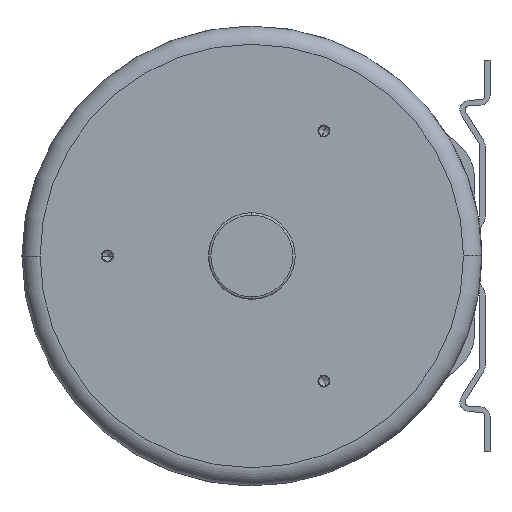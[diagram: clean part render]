
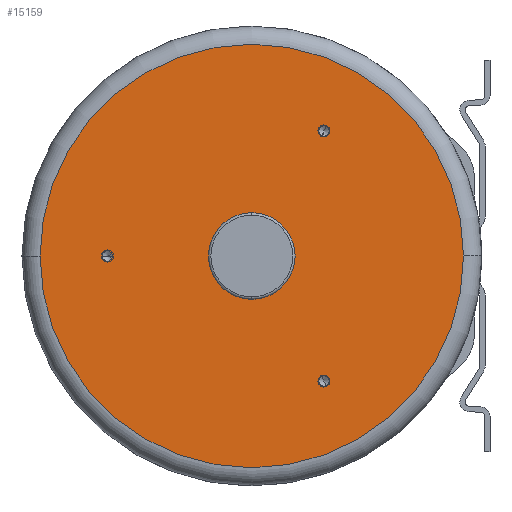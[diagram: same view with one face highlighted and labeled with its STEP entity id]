
A CAD part, left-side view. The second image highlights one B-rep face of the part: STEP entity #15159.
In plain terms, the highlighted planar face has unit normal (-1, 0, 0).
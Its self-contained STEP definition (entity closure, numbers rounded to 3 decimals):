
#315=CARTESIAN_POINT('',(-105.,0.,0.));
#316=DIRECTION('',(-1.,0.,0.));
#317=DIRECTION('',(0.,0.,1.));
#318=AXIS2_PLACEMENT_3D('',#315,#316,#317);
#320=CARTESIAN_POINT('',(-105.,0.,0.));
#321=DIRECTION('',(-1.,0.,0.));
#322=DIRECTION('',(0.,0.,-1.));
#323=AXIS2_PLACEMENT_3D('',#320,#321,#322);
#325=CARTESIAN_POINT('',(-105.,120.,0.));
#326=DIRECTION('',(-1.,0.,0.));
#327=DIRECTION('',(0.,1.,0.));
#328=AXIS2_PLACEMENT_3D('',#325,#326,#327);
#330=CARTESIAN_POINT('',(-105.,120.,0.));
#331=DIRECTION('',(-1.,0.,0.));
#332=DIRECTION('',(0.,-1.,0.));
#333=AXIS2_PLACEMENT_3D('',#330,#331,#332);
#335=CARTESIAN_POINT('',(-105.,-60.,103.923));
#336=DIRECTION('',(-1.,0.,0.));
#337=DIRECTION('',(0.,-0.5,0.866));
#338=AXIS2_PLACEMENT_3D('',#335,#336,#337);
#340=CARTESIAN_POINT('',(-105.,-60.,103.923));
#341=DIRECTION('',(-1.,0.,0.));
#342=DIRECTION('',(0.,0.5,-0.866));
#343=AXIS2_PLACEMENT_3D('',#340,#341,#342);
#345=CARTESIAN_POINT('',(-105.,-60.,-103.923));
#346=DIRECTION('',(-1.,0.,0.));
#347=DIRECTION('',(0.,-0.5,-0.866));
#348=AXIS2_PLACEMENT_3D('',#345,#346,#347);
#350=CARTESIAN_POINT('',(-105.,-60.,-103.923));
#351=DIRECTION('',(-1.,0.,0.));
#352=DIRECTION('',(0.,0.5,0.866));
#353=AXIS2_PLACEMENT_3D('',#350,#351,#352);
#355=CARTESIAN_POINT('',(-105.,0.,0.));
#356=DIRECTION('',(-1.,0.,0.));
#357=DIRECTION('',(0.,1.,0.));
#358=AXIS2_PLACEMENT_3D('',#355,#356,#357);
#360=CARTESIAN_POINT('',(-105.,0.,0.));
#361=DIRECTION('',(-1.,0.,0.));
#362=DIRECTION('',(0.,-1.,0.));
#363=AXIS2_PLACEMENT_3D('',#360,#361,#362);
#12905=CARTESIAN_POINT('',(-105.,124.25,0.));
#12906=CARTESIAN_POINT('',(-105.,115.75,0.));
#12907=VERTEX_POINT('',#12905);
#12908=VERTEX_POINT('',#12906);
#12915=CARTESIAN_POINT('',(-105.,-62.125,107.604));
#12916=CARTESIAN_POINT('',(-105.,-57.875,100.242));
#12917=VERTEX_POINT('',#12915);
#12918=VERTEX_POINT('',#12916);
#12925=CARTESIAN_POINT('',(-105.,-62.125,-107.604));
#12926=CARTESIAN_POINT('',(-105.,-57.875,-100.242));
#12927=VERTEX_POINT('',#12925);
#12928=VERTEX_POINT('',#12926);
#12939=CARTESIAN_POINT('',(-105.,0.,36.));
#12940=CARTESIAN_POINT('',(-105.,0.,-36.));
#12941=VERTEX_POINT('',#12939);
#12942=VERTEX_POINT('',#12940);
#13335=CARTESIAN_POINT('',(-105.,176.,0.));
#13336=CARTESIAN_POINT('',(-105.,-176.,0.));
#13337=VERTEX_POINT('',#13335);
#13338=VERTEX_POINT('',#13336);
#15124=CARTESIAN_POINT('',(-105.,0.,0.));
#15125=DIRECTION('',(1.,0.,0.));
#15126=DIRECTION('',(0.,-1.,0.));
#15127=AXIS2_PLACEMENT_3D('',#15124,#15125,#15126);
#15128=PLANE('',#15127);
#15130=ORIENTED_EDGE('',*,*,#15129,.F.);
#15132=ORIENTED_EDGE('',*,*,#15131,.F.);
#15133=EDGE_LOOP('',(#15130,#15132));
#15134=FACE_OUTER_BOUND('',#15133,.F.);
#15136=ORIENTED_EDGE('',*,*,#15135,.T.);
#15138=ORIENTED_EDGE('',*,*,#15137,.T.);
#15139=EDGE_LOOP('',(#15136,#15138));
#15140=FACE_BOUND('',#15139,.F.);
#15142=ORIENTED_EDGE('',*,*,#15141,.T.);
#15144=ORIENTED_EDGE('',*,*,#15143,.T.);
#15145=EDGE_LOOP('',(#15142,#15144));
#15146=FACE_BOUND('',#15145,.F.);
#15148=ORIENTED_EDGE('',*,*,#15147,.T.);
#15150=ORIENTED_EDGE('',*,*,#15149,.T.);
#15151=EDGE_LOOP('',(#15148,#15150));
#15152=FACE_BOUND('',#15151,.F.);
#15154=ORIENTED_EDGE('',*,*,#15153,.T.);
#15156=ORIENTED_EDGE('',*,*,#15155,.T.);
#15157=EDGE_LOOP('',(#15154,#15156));
#15158=FACE_BOUND('',#15157,.F.);
#15159=ADVANCED_FACE('',(#15134,#15140,#15146,#15152,#15158),#15128,.F.);
#319=CIRCLE('',#318,36.);
#324=CIRCLE('',#323,36.);
#329=CIRCLE('',#328,4.25);
#334=CIRCLE('',#333,4.25);
#339=CIRCLE('',#338,4.25);
#344=CIRCLE('',#343,4.25);
#349=CIRCLE('',#348,4.25);
#354=CIRCLE('',#353,4.25);
#359=CIRCLE('',#358,176.);
#364=CIRCLE('',#363,176.);
#15129=EDGE_CURVE('',#13337,#13338,#359,.T.);
#15131=EDGE_CURVE('',#13338,#13337,#364,.T.);
#15135=EDGE_CURVE('',#12941,#12942,#319,.T.);
#15137=EDGE_CURVE('',#12942,#12941,#324,.T.);
#15141=EDGE_CURVE('',#12907,#12908,#329,.T.);
#15143=EDGE_CURVE('',#12908,#12907,#334,.T.);
#15147=EDGE_CURVE('',#12917,#12918,#339,.T.);
#15149=EDGE_CURVE('',#12918,#12917,#344,.T.);
#15153=EDGE_CURVE('',#12927,#12928,#349,.T.);
#15155=EDGE_CURVE('',#12928,#12927,#354,.T.);
